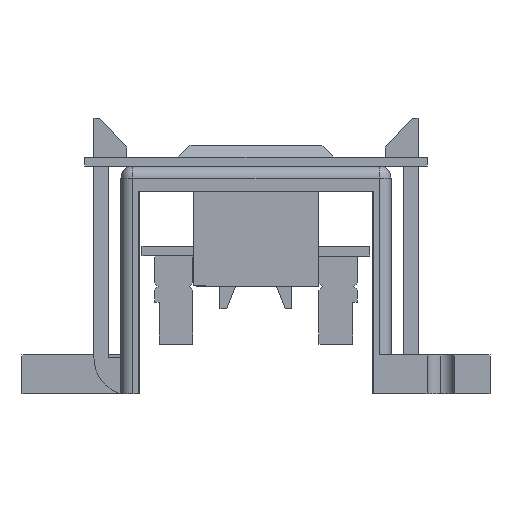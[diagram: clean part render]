
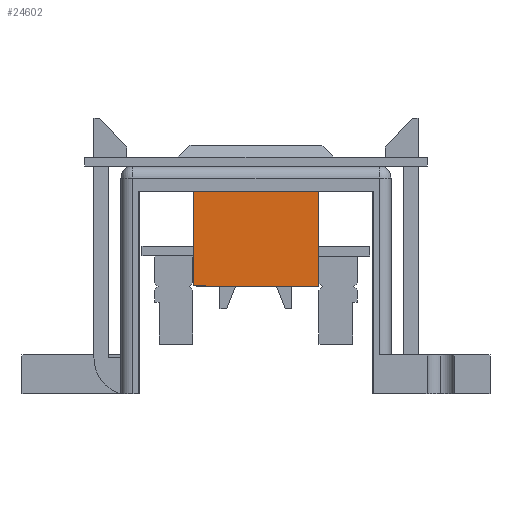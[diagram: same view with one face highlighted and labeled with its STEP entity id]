
A CAD part, left-side view. The second image highlights one B-rep face of the part: STEP entity #24602.
In plain terms, the highlighted planar face has unit normal (-1, 0, 0).
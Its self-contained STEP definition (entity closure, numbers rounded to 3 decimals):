
#476 = VECTOR ( 'NONE', #15770, 1000. ) ;
#711 = VERTEX_POINT ( 'NONE', #19256 ) ;
#1709 = DIRECTION ( 'NONE',  ( 0., 0., -1. ) ) ;
#2032 = FACE_OUTER_BOUND ( 'NONE', #26282, .T. ) ;
#2535 = EDGE_CURVE ( 'NONE', #6335, #14270, #6865, .T. ) ;
#3105 = LINE ( 'NONE', #26092, #14413 ) ;
#3764 = CARTESIAN_POINT ( 'NONE',  ( -109., 10.4, 0. ) ) ;
#4304 = VECTOR ( 'NONE', #26096, 1000. ) ;
#5910 = ORIENTED_EDGE ( 'NONE', *, *, #16918, .F. ) ;
#6325 = VERTEX_POINT ( 'NONE', #18694 ) ;
#6335 = VERTEX_POINT ( 'NONE', #6739 ) ;
#6739 = CARTESIAN_POINT ( 'NONE',  ( -109., 10.4, 0. ) ) ;
#6865 = LINE ( 'NONE', #3764, #476 ) ;
#10554 = EDGE_CURVE ( 'NONE', #6325, #711, #3105, .T. ) ;
#10738 = LINE ( 'NONE', #18871, #4304 ) ;
#12158 = ORIENTED_EDGE ( 'NONE', *, *, #2535, .F. ) ;
#12560 = EDGE_CURVE ( 'NONE', #14270, #6325, #10738, .T. ) ;
#13697 = PLANE ( 'NONE',  #15581 ) ;
#14169 = CARTESIAN_POINT ( 'NONE',  ( -109., -10.4, 0. ) ) ;
#14270 = VERTEX_POINT ( 'NONE', #14169 ) ;
#14413 = VECTOR ( 'NONE', #28521, 1000. ) ;
#15581 = AXIS2_PLACEMENT_3D ( 'NONE', #30511, #16126, #1709 ) ;
#15746 = LINE ( 'NONE', #16772, #16484 ) ;
#15770 = DIRECTION ( 'NONE',  ( 0., -1., 0. ) ) ;
#16126 = DIRECTION ( 'NONE',  ( 1., 0., 0. ) ) ;
#16484 = VECTOR ( 'NONE', #31171, 1000. ) ;
#16772 = CARTESIAN_POINT ( 'NONE',  ( -109., 10.4, 0. ) ) ;
#16918 = EDGE_CURVE ( 'NONE', #711, #6335, #15746, .T. ) ;
#18694 = CARTESIAN_POINT ( 'NONE',  ( -109., -10.4, -20. ) ) ;
#18871 = CARTESIAN_POINT ( 'NONE',  ( -109., -10.4, 0. ) ) ;
#19256 = CARTESIAN_POINT ( 'NONE',  ( -109., 10.4, -20. ) ) ;
#21510 = ORIENTED_EDGE ( 'NONE', *, *, #10554, .F. ) ;
#24602 = ADVANCED_FACE ( 'NONE', ( #2032 ), #13697, .F. ) ;
#26092 = CARTESIAN_POINT ( 'NONE',  ( -109., 10.4, -20. ) ) ;
#26096 = DIRECTION ( 'NONE',  ( 0., 0., -1. ) ) ;
#26282 = EDGE_LOOP ( 'NONE', ( #21510, #27205, #12158, #5910 ) ) ;
#27205 = ORIENTED_EDGE ( 'NONE', *, *, #12560, .F. ) ;
#28521 = DIRECTION ( 'NONE',  ( 0., 1., 0. ) ) ;
#30511 = CARTESIAN_POINT ( 'NONE',  ( -109., 0., 0. ) ) ;
#31171 = DIRECTION ( 'NONE',  ( 0., 0., 1. ) ) ;
